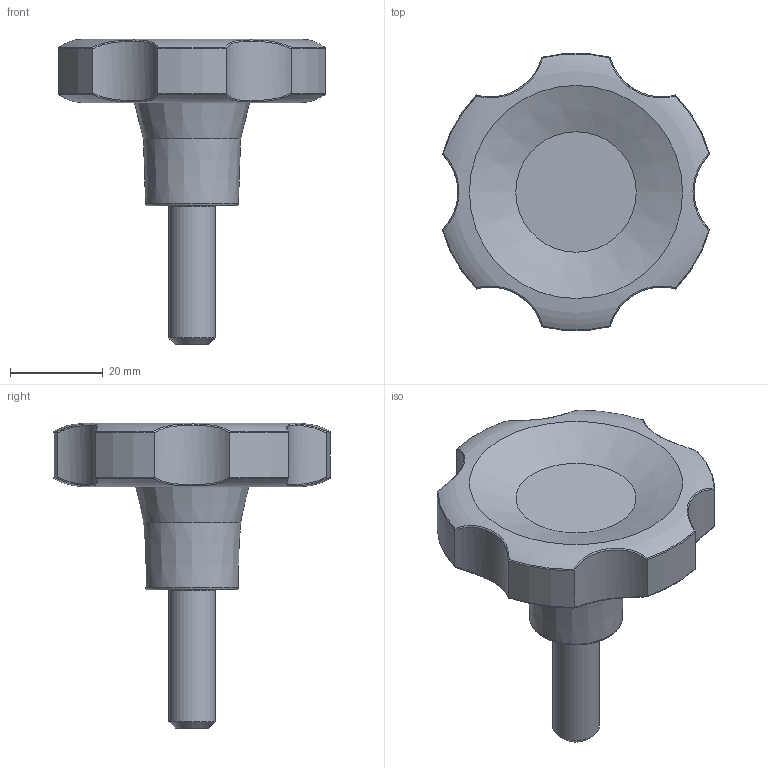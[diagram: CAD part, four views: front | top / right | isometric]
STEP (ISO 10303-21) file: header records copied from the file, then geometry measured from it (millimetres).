
FILE_DESCRIPTION( ( 'Unknown' ), '1' );
FILE_NAME( '6372295_LP60_M10x30.stp', 'Unknown', ( 'Unknown' ), ( 'Unknown' ), 'PSStep 11.0', 'Unknown', ' ' );
FILE_SCHEMA( ( 'AUTOMOTIVE_DESIGN { 1 0 10303 214 1 1 1 1 }' ) );
Length unit declared in the file: millimetre
Products named in the file (1): 6372295
Bounding box: 57.75 x 59.79 x 66 mm (x, y, z)
Volume: 32420.8 mm3; surface area: 11234.3 mm2
Topology: 1 solids, 2 shells, 56 faces, 146 edges, 94 vertices
Faces by surface type: torus 19, cylinder 14, bspline 12, cone 7, plane 4
Full cylindrical faces by diameter (mm): 10 x2
Entity records: 7252 total; most frequent: CARTESIAN_POINT 5655, ORIENTED_EDGE 252, DIRECTION 186, EDGE_CURVE 126, VERTEX_POINT 90, AXIS2_PLACEMENT_3D 87, EDGE_LOOP 74, B_SPLINE_CURVE_WITH_KNOTS 72
